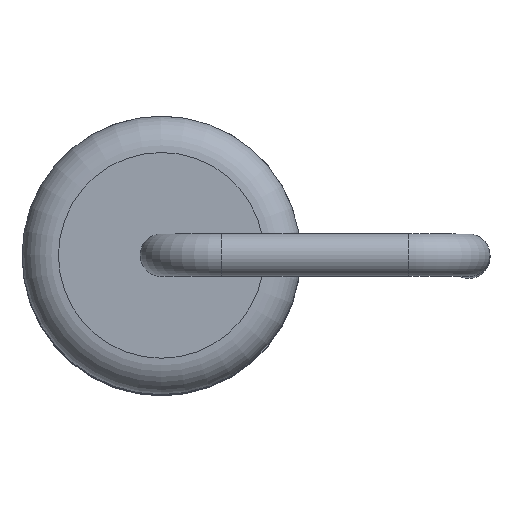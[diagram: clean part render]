
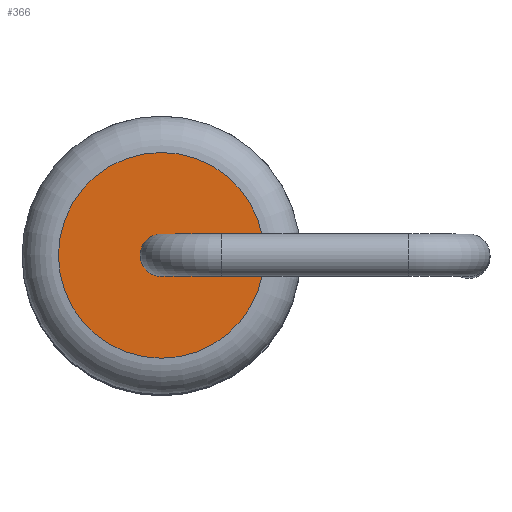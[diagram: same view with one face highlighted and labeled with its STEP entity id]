
A CAD part, top view. The second image highlights one B-rep face of the part: STEP entity #366.
In plain terms, the highlighted planar face has unit normal (0, 0, 1).
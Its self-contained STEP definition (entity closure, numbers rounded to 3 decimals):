
#14=PLANE('',#408);
#65=FACE_BOUND('',#135,.T.);
#96=FACE_OUTER_BOUND('',#134,.T.);
#134=EDGE_LOOP('',(#294));
#135=EDGE_LOOP('',(#295));
#188=CIRCLE('',#397,0.175);
#195=CIRCLE('',#409,0.85);
#220=VERTEX_POINT('',#595);
#227=VERTEX_POINT('',#614);
#252=EDGE_CURVE('',#220,#220,#188,.T.);
#259=EDGE_CURVE('',#227,#227,#195,.T.);
#294=ORIENTED_EDGE('',*,*,#259,.F.);
#295=ORIENTED_EDGE('',*,*,#252,.T.);
#366=ADVANCED_FACE('',(#96,#65),#14,.T.);
#397=AXIS2_PLACEMENT_3D('',#596,#465,#466);
#408=AXIS2_PLACEMENT_3D('',#613,#487,#488);
#409=AXIS2_PLACEMENT_3D('',#615,#489,#490);
#465=DIRECTION('center_axis',(0.,0.,-1.));
#466=DIRECTION('ref_axis',(1.,0.,0.));
#487=DIRECTION('center_axis',(0.,0.,1.));
#488=DIRECTION('ref_axis',(1.,0.,0.));
#489=DIRECTION('center_axis',(0.,0.,-1.));
#490=DIRECTION('ref_axis',(-1.,0.,0.));
#595=CARTESIAN_POINT('',(-0.175,0.,7.));
#596=CARTESIAN_POINT('Origin',(0.,0.,7.));
#613=CARTESIAN_POINT('Origin',(0.,0.,7.));
#614=CARTESIAN_POINT('',(0.85,0.,7.));
#615=CARTESIAN_POINT('Origin',(0.,0.,7.));
